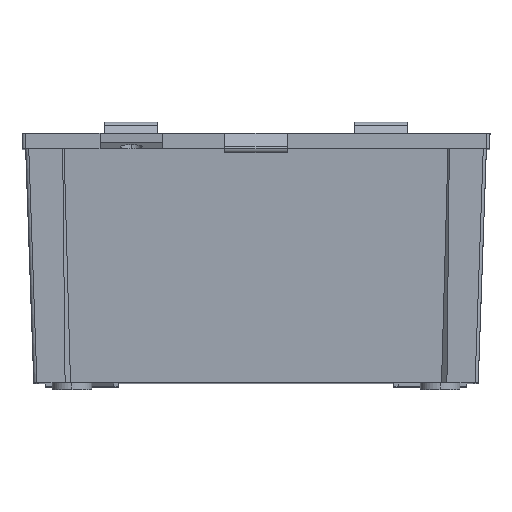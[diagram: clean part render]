
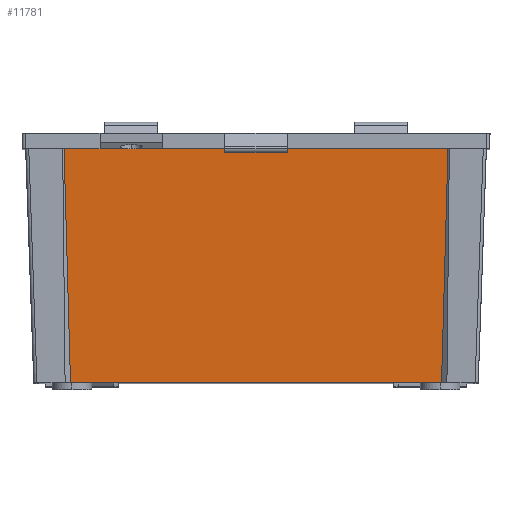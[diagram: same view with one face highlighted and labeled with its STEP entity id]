
A CAD part, top view. The second image highlights one B-rep face of the part: STEP entity #11781.
In plain terms, the highlighted planar face has unit normal (0, -0.052, 0.999).
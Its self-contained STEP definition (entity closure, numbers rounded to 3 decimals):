
#62 = VECTOR ( 'NONE', #11517, 1000. ) ;
#620 = FACE_OUTER_BOUND ( 'NONE', #8242, .T. ) ;
#1037 = CARTESIAN_POINT ( 'NONE',  ( 73.413, -80., 69.482 ) ) ;
#1069 = EDGE_CURVE ( 'NONE', #5413, #1120, #12157, .T. ) ;
#1093 = PLANE ( 'NONE',  #6051 ) ;
#1120 = VERTEX_POINT ( 'NONE', #4925 ) ;
#1971 = ORIENTED_EDGE ( 'NONE', *, *, #11453, .F. ) ;
#2004 = DIRECTION ( 'NONE',  ( 1., 0., 0. ) ) ;
#3005 = DIRECTION ( 'NONE',  ( 0., -0.052, 0.999 ) ) ;
#3116 = VERTEX_POINT ( 'NONE', #10271 ) ;
#3627 = EDGE_CURVE ( 'NONE', #3116, #7645, #10465, .T. ) ;
#3974 = LINE ( 'NONE', #4765, #4388 ) ;
#4388 = VECTOR ( 'NONE', #7596, 1000. ) ;
#4674 = EDGE_CURVE ( 'NONE', #7645, #5413, #3974, .T. ) ;
#4765 = CARTESIAN_POINT ( 'NONE',  ( -61.433, -8.728, 73.217 ) ) ;
#4925 = CARTESIAN_POINT ( 'NONE',  ( 59.457, -80., 69.482 ) ) ;
#5386 = ORIENTED_EDGE ( 'NONE', *, *, #4674, .T. ) ;
#5413 = VERTEX_POINT ( 'NONE', #9396 ) ;
#5739 = DIRECTION ( 'NONE',  ( -1., 0., 0. ) ) ;
#6051 = AXIS2_PLACEMENT_3D ( 'NONE', #11663, #3005, #10782 ) ;
#6771 = VECTOR ( 'NONE', #2004, 1000. ) ;
#6904 = LINE ( 'NONE', #9689, #62 ) ;
#7596 = DIRECTION ( 'NONE',  ( 0.028, -0.998, -0.052 ) ) ;
#7607 = CARTESIAN_POINT ( 'NONE',  ( 73.413, -5., 73.413 ) ) ;
#7645 = VERTEX_POINT ( 'NONE', #11342 ) ;
#8242 = EDGE_LOOP ( 'NONE', ( #9972, #1971, #11487, #5386 ) ) ;
#9396 = CARTESIAN_POINT ( 'NONE',  ( -59.457, -80., 69.482 ) ) ;
#9689 = CARTESIAN_POINT ( 'NONE',  ( 61.545, -4.672, 73.43 ) ) ;
#9972 = ORIENTED_EDGE ( 'NONE', *, *, #1069, .T. ) ;
#10271 = CARTESIAN_POINT ( 'NONE',  ( 61.536, -5., 73.413 ) ) ;
#10465 = LINE ( 'NONE', #7607, #10614 ) ;
#10614 = VECTOR ( 'NONE', #5739, 1000. ) ;
#10782 = DIRECTION ( 'NONE',  ( 0., -0.999, -0.052 ) ) ;
#11342 = CARTESIAN_POINT ( 'NONE',  ( -61.536, -5., 73.413 ) ) ;
#11453 = EDGE_CURVE ( 'NONE', #3116, #1120, #6904, .T. ) ;
#11487 = ORIENTED_EDGE ( 'NONE', *, *, #3627, .T. ) ;
#11517 = DIRECTION ( 'NONE',  ( -0.028, -0.998, -0.052 ) ) ;
#11663 = CARTESIAN_POINT ( 'NONE',  ( 73.413, -5., 73.413 ) ) ;
#11781 = ADVANCED_FACE ( 'NONE', ( #620 ), #1093, .T. ) ;
#12157 = LINE ( 'NONE', #1037, #6771 ) ;
